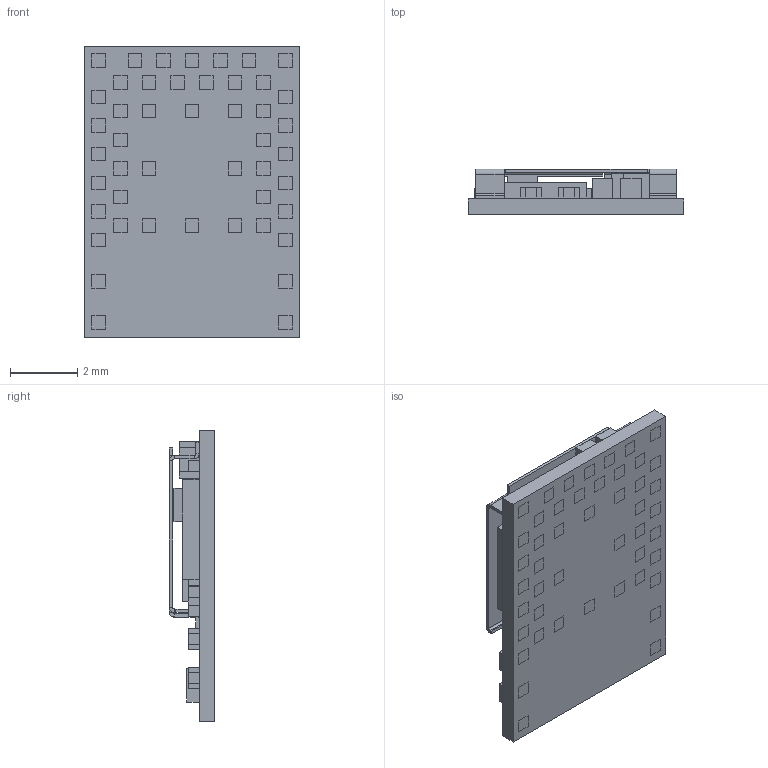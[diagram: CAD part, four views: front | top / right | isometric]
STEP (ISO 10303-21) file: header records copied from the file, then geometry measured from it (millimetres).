
FILE_DESCRIPTION (( 'STEP AP214' ), '1' );
FILE_NAME ('BMD-350-A-R.STEP', '2018-11-02T13:37:03', ( '' ), ( '' ), 'SwSTEP 2.0', 'SolidWorks 2017', '' );
FILE_SCHEMA (( 'AUTOMOTIVE_DESIGN' ));
Length unit declared in the file: millimetre
Products named in the file (3): BMD-350 cip; BMD-350-A-R board; BMD-350-A-R
Assembly tree (2 placements, depth 2):
  BMD-350-A-R
    BMD-350-A-R board
    BMD-350 cip
Bounding box: 6.4 x 1.35 x 8.65 mm (x, y, z)
Volume: 38.1 mm3; surface area: 294.6 mm2
Topology: 98 solids, 98 shells, 903 faces, 1926 edges, 1266 vertices
Faces by surface type: plane 886, cylinder 16, bspline 1
Entity records: 24756 total; most frequent: CARTESIAN_POINT 4131, ORIENTED_EDGE 3852, DIRECTION 3768, EDGE_CURVE 1926, LINE 1894, VECTOR 1894, VERTEX_POINT 1266, EDGE_LOOP 950
